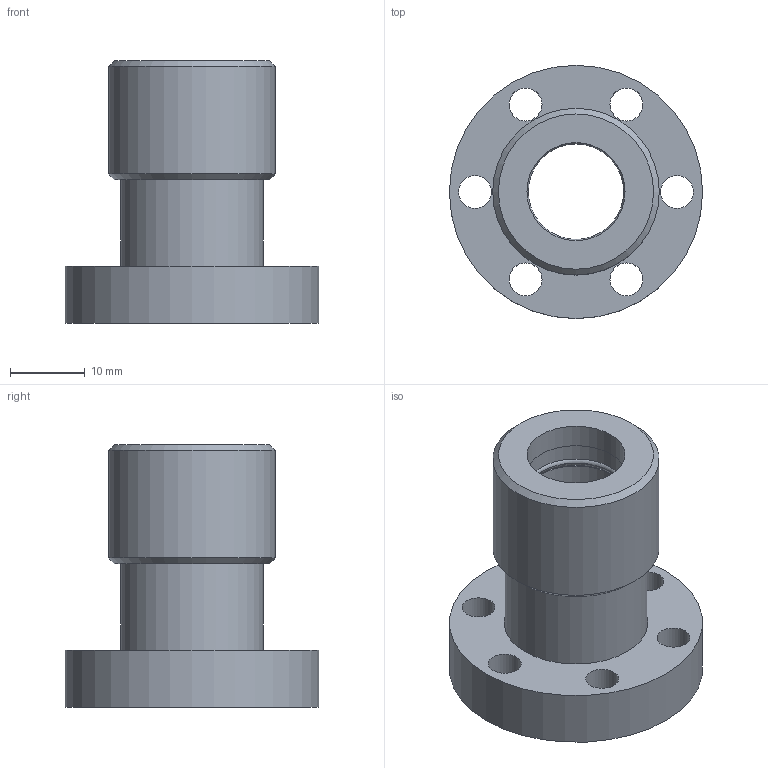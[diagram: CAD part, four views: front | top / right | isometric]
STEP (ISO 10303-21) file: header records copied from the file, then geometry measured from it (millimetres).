
FILE_DESCRIPTION(/* description */ (''),/* implementation_level */ '2;1');
FILE_NAME(/* name */ '5000602a.stp',/* time_stamp */ '2019-07-18T07:35:25-04:00',/* author */ ('Glen_C'),/* organization */ (''),/* preprocessor_version */ 'ST-DEVELOPER v16.13',/* originating_system */ 'Autodesk Inventor 2018',/* authorisation */ '');
FILE_SCHEMA (('AUTOMOTIVE_DESIGN { 1 0 10303 214 3 1 1 }'));
Length unit declared in the file: inch
Products named in the file (1): 5000602_S
Bounding box: 33.78 x 33.78 x 35.05 mm (x, y, z)
Volume: 10215.5 mm3; surface area: 7644 mm2
Topology: 1 solids, 4 shells, 44 faces, 85 edges, 54 vertices
Faces by surface type: cylinder 22, plane 13, cone 5, torus 4
Full cylindrical faces by diameter (mm): 4.394 x6, 12.725 x1, 13.081 x3, 15.875 x2, 16.002 x1, 17.018 x2, 17.678 x1, 18.288 x1, 18.999 x1, 19.177 x1, 21.387 x1, 22.225 x1, 33.782 x1
Entity records: 1115 total; most frequent: DIRECTION 192, CARTESIAN_POINT 147, ORIENTED_EDGE 102, EDGE_LOOP 100, AXIS2_PLACEMENT_3D 96, FACE_BOUND 56, CIRCLE 51, VERTEX_POINT 51
